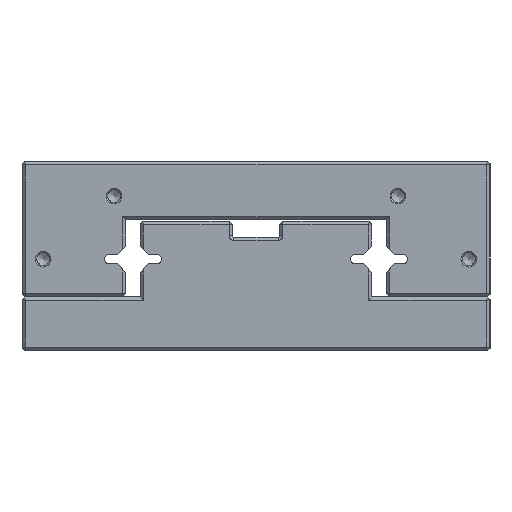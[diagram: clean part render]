
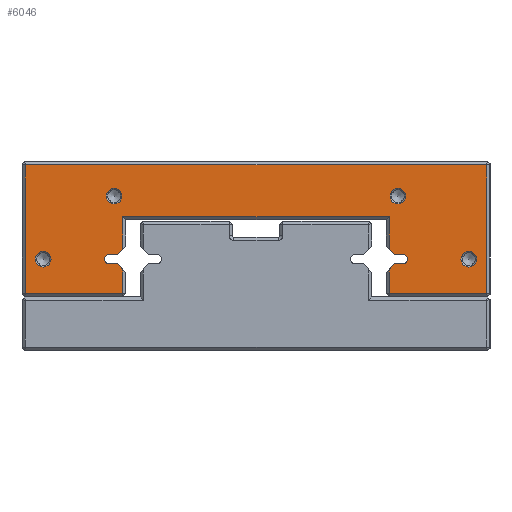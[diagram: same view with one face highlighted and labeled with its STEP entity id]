
A CAD part, left-side view. The second image highlights one B-rep face of the part: STEP entity #6046.
In plain terms, the highlighted planar face has unit normal (-1, 0, 0).
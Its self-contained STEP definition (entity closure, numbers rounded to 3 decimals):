
#5113=FACE_BOUND('',#9225,.T.);
#5114=FACE_BOUND('',#9226,.T.);
#5115=FACE_BOUND('',#9227,.T.);
#5116=FACE_BOUND('',#9228,.T.);
#5117=FACE_BOUND('',#9229,.T.);
#5607=CIRCLE('',#24803,1.5);
#5612=CIRCLE('',#24816,1.5);
#5618=CIRCLE('',#24828,2.5);
#5619=CIRCLE('',#24829,2.5);
#5620=CIRCLE('',#24830,2.5);
#5621=CIRCLE('',#24831,2.5);
#6046=ADVANCED_FACE('',(#5113,#5114,#5115,#5116,#5117),#7158,.T.);
#7158=PLANE('',#24832);
#9225=EDGE_LOOP('',(#11964,#11965,#11966,#11967,#11968,#11969,#11970,#11971,
#11972,#11973,#11974,#11975,#11976,#11977,#11978,#11979,#11980,#11981,#11982,
#11983,#11984,#11985,#11986,#11987));
#9226=EDGE_LOOP('',(#11988));
#9227=EDGE_LOOP('',(#11989));
#9228=EDGE_LOOP('',(#11990));
#9229=EDGE_LOOP('',(#11991));
#11964=ORIENTED_EDGE('',*,*,#18638,.F.);
#11965=ORIENTED_EDGE('',*,*,#18679,.T.);
#11966=ORIENTED_EDGE('',*,*,#18680,.T.);
#11967=ORIENTED_EDGE('',*,*,#18681,.T.);
#11968=ORIENTED_EDGE('',*,*,#18621,.F.);
#11969=ORIENTED_EDGE('',*,*,#18615,.F.);
#11970=ORIENTED_EDGE('',*,*,#18612,.F.);
#11971=ORIENTED_EDGE('',*,*,#18609,.F.);
#11972=ORIENTED_EDGE('',*,*,#18607,.F.);
#11973=ORIENTED_EDGE('',*,*,#18682,.T.);
#11974=ORIENTED_EDGE('',*,*,#18683,.T.);
#11975=ORIENTED_EDGE('',*,*,#18684,.T.);
#11976=ORIENTED_EDGE('',*,*,#18685,.T.);
#11977=ORIENTED_EDGE('',*,*,#18686,.T.);
#11978=ORIENTED_EDGE('',*,*,#18687,.T.);
#11979=ORIENTED_EDGE('',*,*,#18688,.T.);
#11980=ORIENTED_EDGE('',*,*,#18689,.T.);
#11981=ORIENTED_EDGE('',*,*,#18690,.T.);
#11982=ORIENTED_EDGE('',*,*,#18691,.T.);
#11983=ORIENTED_EDGE('',*,*,#18692,.T.);
#11984=ORIENTED_EDGE('',*,*,#18652,.F.);
#11985=ORIENTED_EDGE('',*,*,#18646,.F.);
#11986=ORIENTED_EDGE('',*,*,#18643,.F.);
#11987=ORIENTED_EDGE('',*,*,#18640,.F.);
#11988=ORIENTED_EDGE('',*,*,#18693,.T.);
#11989=ORIENTED_EDGE('',*,*,#18694,.T.);
#11990=ORIENTED_EDGE('',*,*,#18695,.T.);
#11991=ORIENTED_EDGE('',*,*,#18696,.T.);
#16575=VERTEX_POINT('',#33069);
#16576=VERTEX_POINT('',#33071);
#16577=VERTEX_POINT('',#33075);
#16579=VERTEX_POINT('',#33081);
#16581=VERTEX_POINT('',#33087);
#16586=VERTEX_POINT('',#33099);
#16598=VERTEX_POINT('',#33131);
#16599=VERTEX_POINT('',#33133);
#16600=VERTEX_POINT('',#33137);
#16602=VERTEX_POINT('',#33143);
#16604=VERTEX_POINT('',#33149);
#16609=VERTEX_POINT('',#33161);
#16632=VERTEX_POINT('',#33215);
#16633=VERTEX_POINT('',#33217);
#16634=VERTEX_POINT('',#33220);
#16635=VERTEX_POINT('',#33222);
#16636=VERTEX_POINT('',#33224);
#16637=VERTEX_POINT('',#33226);
#16638=VERTEX_POINT('',#33228);
#16639=VERTEX_POINT('',#33230);
#16640=VERTEX_POINT('',#33232);
#16641=VERTEX_POINT('',#33234);
#16642=VERTEX_POINT('',#33236);
#16643=VERTEX_POINT('',#33238);
#16644=VERTEX_POINT('',#33241);
#16645=VERTEX_POINT('',#33243);
#16646=VERTEX_POINT('',#33245);
#16647=VERTEX_POINT('',#33247);
#18607=EDGE_CURVE('',#16575,#16576,#20987,.T.);
#18609=EDGE_CURVE('',#16576,#16577,#20989,.T.);
#18612=EDGE_CURVE('',#16577,#16579,#5607,.T.);
#18615=EDGE_CURVE('',#16579,#16581,#20993,.T.);
#18621=EDGE_CURVE('',#16581,#16586,#20999,.T.);
#18638=EDGE_CURVE('',#16598,#16599,#21013,.T.);
#18640=EDGE_CURVE('',#16599,#16600,#21015,.T.);
#18643=EDGE_CURVE('',#16600,#16602,#5612,.T.);
#18646=EDGE_CURVE('',#16602,#16604,#21019,.T.);
#18652=EDGE_CURVE('',#16604,#16609,#21025,.T.);
#18679=EDGE_CURVE('',#16598,#16632,#21048,.T.);
#18680=EDGE_CURVE('',#16632,#16633,#21049,.T.);
#18681=EDGE_CURVE('',#16633,#16586,#21050,.T.);
#18682=EDGE_CURVE('',#16575,#16634,#21051,.T.);
#18683=EDGE_CURVE('',#16634,#16635,#21052,.T.);
#18684=EDGE_CURVE('',#16635,#16636,#21053,.T.);
#18685=EDGE_CURVE('',#16636,#16637,#21054,.T.);
#18686=EDGE_CURVE('',#16637,#16638,#21055,.T.);
#18687=EDGE_CURVE('',#16638,#16639,#21056,.T.);
#18688=EDGE_CURVE('',#16639,#16640,#21057,.T.);
#18689=EDGE_CURVE('',#16640,#16641,#21058,.T.);
#18690=EDGE_CURVE('',#16641,#16642,#21059,.T.);
#18691=EDGE_CURVE('',#16642,#16643,#21060,.T.);
#18692=EDGE_CURVE('',#16643,#16609,#21061,.T.);
#18693=EDGE_CURVE('',#16644,#16644,#5618,.T.);
#18694=EDGE_CURVE('',#16645,#16645,#5619,.T.);
#18695=EDGE_CURVE('',#16646,#16646,#5620,.T.);
#18696=EDGE_CURVE('',#16647,#16647,#5621,.T.);
#20987=LINE('',#33070,#23027);
#20989=LINE('',#33074,#23029);
#20993=LINE('',#33086,#23033);
#20999=LINE('',#33098,#23039);
#21013=LINE('',#33132,#23053);
#21015=LINE('',#33136,#23055);
#21019=LINE('',#33148,#23059);
#21025=LINE('',#33160,#23065);
#21048=LINE('',#33214,#23088);
#21049=LINE('',#33216,#23089);
#21050=LINE('',#33218,#23090);
#21051=LINE('',#33219,#23091);
#21052=LINE('',#33221,#23092);
#21053=LINE('',#33223,#23093);
#21054=LINE('',#33225,#23094);
#21055=LINE('',#33227,#23095);
#21056=LINE('',#33229,#23096);
#21057=LINE('',#33231,#23097);
#21058=LINE('',#33233,#23098);
#21059=LINE('',#33235,#23099);
#21060=LINE('',#33237,#23100);
#21061=LINE('',#33239,#23101);
#23027=VECTOR('',#27317,1.);
#23029=VECTOR('',#27321,1.);
#23033=VECTOR('',#27333,1.);
#23039=VECTOR('',#27341,1.);
#23053=VECTOR('',#27369,1.);
#23055=VECTOR('',#27373,1.);
#23059=VECTOR('',#27385,1.);
#23065=VECTOR('',#27393,1.);
#23088=VECTOR('',#27432,1.);
#23089=VECTOR('',#27433,1.);
#23090=VECTOR('',#27434,1.);
#23091=VECTOR('',#27435,1.);
#23092=VECTOR('',#27436,1.);
#23093=VECTOR('',#27437,1.);
#23094=VECTOR('',#27438,1.);
#23095=VECTOR('',#27439,1.);
#23096=VECTOR('',#27440,1.);
#23097=VECTOR('',#27441,1.);
#23098=VECTOR('',#27442,1.);
#23099=VECTOR('',#27443,1.);
#23100=VECTOR('',#27444,1.);
#23101=VECTOR('',#27445,1.);
#24803=AXIS2_PLACEMENT_3D('',#33080,#27326,#27327);
#24816=AXIS2_PLACEMENT_3D('',#33142,#27378,#27379);
#24828=AXIS2_PLACEMENT_3D('',#33240,#27446,#27447);
#24829=AXIS2_PLACEMENT_3D('',#33242,#27448,#27449);
#24830=AXIS2_PLACEMENT_3D('',#33244,#27450,#27451);
#24831=AXIS2_PLACEMENT_3D('',#33246,#27452,#27453);
#24832=AXIS2_PLACEMENT_3D('',#33248,#27454,#27455);
#27317=DIRECTION('',(0.,-0.707,0.707));
#27321=DIRECTION('',(0.,-1.,0.));
#27326=DIRECTION('',(-1.,0.,0.));
#27327=DIRECTION('',(0.,0.,-1.));
#27333=DIRECTION('',(0.,1.,0.));
#27341=DIRECTION('',(0.,0.707,0.707));
#27369=DIRECTION('',(0.,0.707,-0.707));
#27373=DIRECTION('',(0.,1.,0.));
#27378=DIRECTION('',(-1.,0.,0.));
#27379=DIRECTION('',(0.,0.,1.));
#27385=DIRECTION('',(0.,-1.,0.));
#27393=DIRECTION('',(0.,-0.707,-0.707));
#27432=DIRECTION('',(0.,0.,1.));
#27433=DIRECTION('',(0.,-1.,0.));
#27434=DIRECTION('',(0.,0.,-1.));
#27435=DIRECTION('',(0.,0.,-1.));
#27436=DIRECTION('',(0.,-1.,0.));
#27437=DIRECTION('',(0.,-0.707,0.707));
#27438=DIRECTION('',(0.,0.,1.));
#27439=DIRECTION('',(0.,0.707,0.707));
#27440=DIRECTION('',(0.,1.,0.));
#27441=DIRECTION('',(0.,0.707,-0.707));
#27442=DIRECTION('',(0.,0.,-1.));
#27443=DIRECTION('',(0.,-0.707,-0.707));
#27444=DIRECTION('',(0.,-1.,0.));
#27445=DIRECTION('',(0.,0.,1.));
#27446=DIRECTION('',(1.,0.,0.));
#27447=DIRECTION('',(0.,0.,-1.));
#27448=DIRECTION('',(1.,0.,0.));
#27449=DIRECTION('',(0.,0.,-1.));
#27450=DIRECTION('',(1.,0.,0.));
#27451=DIRECTION('',(0.,0.,-1.));
#27452=DIRECTION('',(1.,0.,0.));
#27453=DIRECTION('',(0.,0.,-1.));
#27454=DIRECTION('',(-1.,0.,0.));
#27455=DIRECTION('',(0.,0.,1.));
#33069=CARTESIAN_POINT('',(80.,31.95,25.886));
#33070=CARTESIAN_POINT('',(80.,32.95,24.886));
#33071=CARTESIAN_POINT('',(80.,30.336,27.5));
#33074=CARTESIAN_POINT('',(80.,30.336,27.5));
#33075=CARTESIAN_POINT('',(80.,27.7,27.5));
#33080=CARTESIAN_POINT('',(80.,27.7,29.));
#33081=CARTESIAN_POINT('',(80.,27.7,30.5));
#33086=CARTESIAN_POINT('',(80.,27.7,30.5));
#33087=CARTESIAN_POINT('',(80.,30.336,30.5));
#33098=CARTESIAN_POINT('',(80.,30.336,30.5));
#33099=CARTESIAN_POINT('',(80.,31.95,32.114));
#33131=CARTESIAN_POINT('',(80.,116.45,32.114));
#33132=CARTESIAN_POINT('',(80.,115.45,33.114));
#33133=CARTESIAN_POINT('',(80.,118.064,30.5));
#33136=CARTESIAN_POINT('',(80.,118.064,30.5));
#33137=CARTESIAN_POINT('',(80.,120.7,30.5));
#33142=CARTESIAN_POINT('',(80.,120.7,29.));
#33143=CARTESIAN_POINT('',(80.,120.7,27.5));
#33148=CARTESIAN_POINT('',(80.,120.7,27.5));
#33149=CARTESIAN_POINT('',(80.,118.064,27.5));
#33160=CARTESIAN_POINT('',(80.,118.064,27.5));
#33161=CARTESIAN_POINT('',(80.,116.45,25.886));
#33214=CARTESIAN_POINT('',(80.,116.45,41.5));
#33215=CARTESIAN_POINT('',(80.,116.45,42.5));
#33216=CARTESIAN_POINT('',(80.,32.95,42.5));
#33217=CARTESIAN_POINT('',(80.,31.95,42.5));
#33218=CARTESIAN_POINT('',(80.,31.95,33.114));
#33219=CARTESIAN_POINT('',(80.,31.95,17.2));
#33220=CARTESIAN_POINT('',(80.,31.95,18.2));
#33221=CARTESIAN_POINT('',(80.,0.7,18.2));
#33222=CARTESIAN_POINT('',(80.,1.114,18.2));
#33223=CARTESIAN_POINT('',(80.,9.007,10.307));
#33224=CARTESIAN_POINT('',(80.,1.,18.314));
#33225=CARTESIAN_POINT('',(80.,1.,59.3));
#33226=CARTESIAN_POINT('',(80.,1.,58.886));
#33227=CARTESIAN_POINT('',(80.,-0.593,57.293));
#33228=CARTESIAN_POINT('',(80.,1.114,59.));
#33229=CARTESIAN_POINT('',(80.,147.7,59.));
#33230=CARTESIAN_POINT('',(80.,147.286,59.));
#33231=CARTESIAN_POINT('',(80.,102.493,103.793));
#33232=CARTESIAN_POINT('',(80.,147.4,58.886));
#33233=CARTESIAN_POINT('',(80.,147.4,17.9));
#33234=CARTESIAN_POINT('',(80.,147.4,18.314));
#33235=CARTESIAN_POINT('',(80.,92.893,-36.193));
#33236=CARTESIAN_POINT('',(80.,147.286,18.2));
#33237=CARTESIAN_POINT('',(80.,115.45,18.2));
#33238=CARTESIAN_POINT('',(80.,116.45,18.2));
#33239=CARTESIAN_POINT('',(80.,116.45,24.886));
#33240=CARTESIAN_POINT('',(80.,141.7,29.));
#33241=CARTESIAN_POINT('',(80.,141.7,26.5));
#33242=CARTESIAN_POINT('',(80.,6.7,29.));
#33243=CARTESIAN_POINT('',(80.,6.7,26.5));
#33244=CARTESIAN_POINT('',(80.,29.2,49.));
#33245=CARTESIAN_POINT('',(80.,29.2,46.5));
#33246=CARTESIAN_POINT('',(80.,119.2,49.));
#33247=CARTESIAN_POINT('',(80.,119.2,46.5));
#33248=CARTESIAN_POINT('',(80.,27.7,29.));
